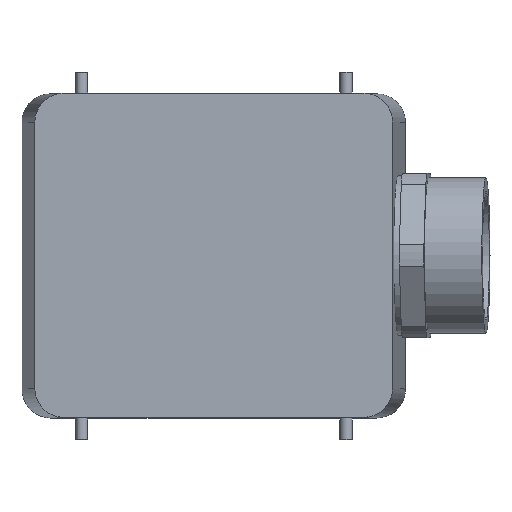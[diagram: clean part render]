
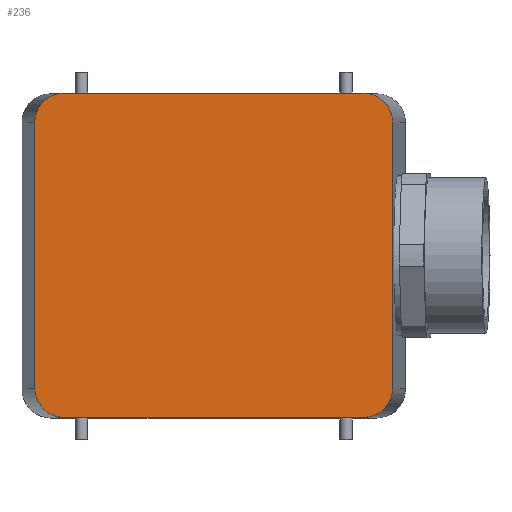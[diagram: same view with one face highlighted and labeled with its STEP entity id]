
A CAD part, top view. The second image highlights one B-rep face of the part: STEP entity #236.
In plain terms, the highlighted planar face has unit normal (0, 0, 1).
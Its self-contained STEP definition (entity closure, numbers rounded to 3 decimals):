
#236 = ADVANCED_FACE( '', ( #640 ), #641, .T. );
#640 = FACE_OUTER_BOUND( '', #1249, .T. );
#641 = PLANE( '', #1250 );
#1249 = EDGE_LOOP( '', ( #1947, #1948, #1949, #1950, #1951, #1952, #1953, #1954 ) );
#1250 = AXIS2_PLACEMENT_3D( '', #1955, #1956, #1957 );
#1947 = ORIENTED_EDGE( '', *, *, #3517, .T. );
#1948 = ORIENTED_EDGE( '', *, *, #3568, .T. );
#1949 = ORIENTED_EDGE( '', *, *, #3569, .T. );
#1950 = ORIENTED_EDGE( '', *, *, #3536, .F. );
#1951 = ORIENTED_EDGE( '', *, *, #3507, .F. );
#1952 = ORIENTED_EDGE( '', *, *, #3570, .T. );
#1953 = ORIENTED_EDGE( '', *, *, #3571, .F. );
#1954 = ORIENTED_EDGE( '', *, *, #3572, .F. );
#1955 = CARTESIAN_POINT( '', ( -43.606, 0., 95. ) );
#1956 = DIRECTION( '', ( 0., 0., 1. ) );
#1957 = DIRECTION( '', ( 1., 0., 0. ) );
#3507 = EDGE_CURVE( '', #4156, #4157, #4158, .T. );
#3517 = EDGE_CURVE( '', #4175, #4173, #4176, .T. );
#3536 = EDGE_CURVE( '', #4157, #4207, #4208, .T. );
#3568 = EDGE_CURVE( '', #4173, #4261, #4262, .T. );
#3569 = EDGE_CURVE( '', #4261, #4207, #4263, .T. );
#3570 = EDGE_CURVE( '', #4156, #4264, #4265, .T. );
#3571 = EDGE_CURVE( '', #4266, #4264, #4267, .T. );
#3572 = EDGE_CURVE( '', #4175, #4266, #4268, .T. );
#4156 = VERTEX_POINT( '', #5091 );
#4157 = VERTEX_POINT( '', #5092 );
#4158 = LINE( '', #5093, #5094 );
#4173 = VERTEX_POINT( '', #5113 );
#4175 = VERTEX_POINT( '', #5116 );
#4176 = LINE( '', #5117, #5118 );
#4207 = VERTEX_POINT( '', #5159 );
#4208 = ELLIPSE( '', #5160, 7.01, 7. );
#4261 = VERTEX_POINT( '', #5234 );
#4262 = ELLIPSE( '', #5235, 7.01, 7. );
#4263 = LINE( '', #5236, #5237 );
#4264 = VERTEX_POINT( '', #5238 );
#4265 = ELLIPSE( '', #5239, 7.01, 7. );
#4266 = VERTEX_POINT( '', #5240 );
#4267 = LINE( '', #5241, #5242 );
#4268 = ELLIPSE( '', #5243, 7.01, 7. );
#5091 = CARTESIAN_POINT( '', ( 43.606, 32.5, 95. ) );
#5092 = CARTESIAN_POINT( '', ( 43.606, -32.5, 95. ) );
#5093 = CARTESIAN_POINT( '', ( 43.606, 0., 95. ) );
#5094 = VECTOR( '', #6492, 1000. );
#5113 = CARTESIAN_POINT( '', ( -43.606, -32.5, 95. ) );
#5116 = CARTESIAN_POINT( '', ( -43.606, 32.5, 95. ) );
#5117 = CARTESIAN_POINT( '', ( -43.606, 0., 95. ) );
#5118 = VECTOR( '', #6504, 1000. );
#5159 = CARTESIAN_POINT( '', ( 36.596, -39.5, 95. ) );
#5160 = AXIS2_PLACEMENT_3D( '', #6527, #6528, #6529 );
#5234 = CARTESIAN_POINT( '', ( -36.596, -39.5, 95. ) );
#5235 = AXIS2_PLACEMENT_3D( '', #6556, #6557, #6558 );
#5236 = CARTESIAN_POINT( '', ( -43.606, -39.5, 95. ) );
#5237 = VECTOR( '', #6559, 1000. );
#5238 = CARTESIAN_POINT( '', ( 36.596, 39.5, 95. ) );
#5239 = AXIS2_PLACEMENT_3D( '', #6560, #6561, #6562 );
#5240 = CARTESIAN_POINT( '', ( -36.596, 39.5, 95. ) );
#5241 = CARTESIAN_POINT( '', ( -43.606, 39.5, 95. ) );
#5242 = VECTOR( '', #6563, 1000. );
#5243 = AXIS2_PLACEMENT_3D( '', #6564, #6565, #6566 );
#6492 = DIRECTION( '', ( 0., -1., 0. ) );
#6504 = DIRECTION( '', ( 0., -1., 0. ) );
#6527 = CARTESIAN_POINT( '', ( 36.596, -32.5, 95. ) );
#6528 = DIRECTION( '', ( 0., 0., -1. ) );
#6529 = DIRECTION( '', ( 1., 0., 0. ) );
#6556 = CARTESIAN_POINT( '', ( -36.596, -32.5, 95. ) );
#6557 = DIRECTION( '', ( 0., 0., 1. ) );
#6558 = DIRECTION( '', ( -1., 0., 0. ) );
#6559 = DIRECTION( '', ( 1., 0., 0. ) );
#6560 = CARTESIAN_POINT( '', ( 36.596, 32.5, 95. ) );
#6561 = DIRECTION( '', ( 0., 0., 1. ) );
#6562 = DIRECTION( '', ( 1., 0., 0. ) );
#6563 = DIRECTION( '', ( 1., 0., 0. ) );
#6564 = CARTESIAN_POINT( '', ( -36.596, 32.5, 95. ) );
#6565 = DIRECTION( '', ( 0., 0., -1. ) );
#6566 = DIRECTION( '', ( -1., 0., 0. ) );
